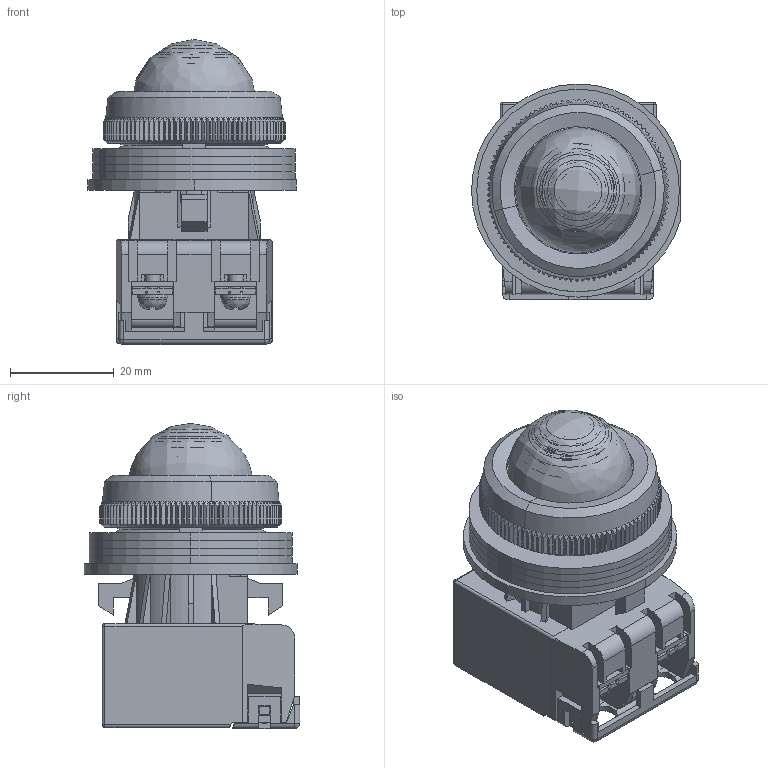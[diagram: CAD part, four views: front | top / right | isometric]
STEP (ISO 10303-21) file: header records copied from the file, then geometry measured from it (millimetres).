
FILE_DESCRIPTION (( 'STEP AP214' ), '1' );
FILE_NAME ('DR30D0L-L9YZC.step', '2018-02-13T18:25:57', ( '' ), ( '' ), 'SwSTEP 2.0', 'SolidWorks 2017', '' );
FILE_SCHEMA (( 'AUTOMOTIVE_DESIGN' ));
Length unit declared in the file: inch
Products named in the file (1): DR30D0L-L9YZC
Bounding box: 40.2 x 41.5 x 58.7 mm (x, y, z)
Volume: 35790.3 mm3; surface area: 31428.9 mm2
Topology: 18 solids, 18 shells, 1544 faces, 4121 edges, 2635 vertices
Faces by surface type: plane 945, cylinder 353, cone 208, bspline 38
Entity records: 69958 total; most frequent: CARTESIAN_POINT 11684, ORIENTED_EDGE 8218, DIRECTION 7563, EDGE_CURVE 4109, VERTEX_POINT 2635, AXIS2_PLACEMENT_3D 2550, VECTOR 2463, LINE 2463
